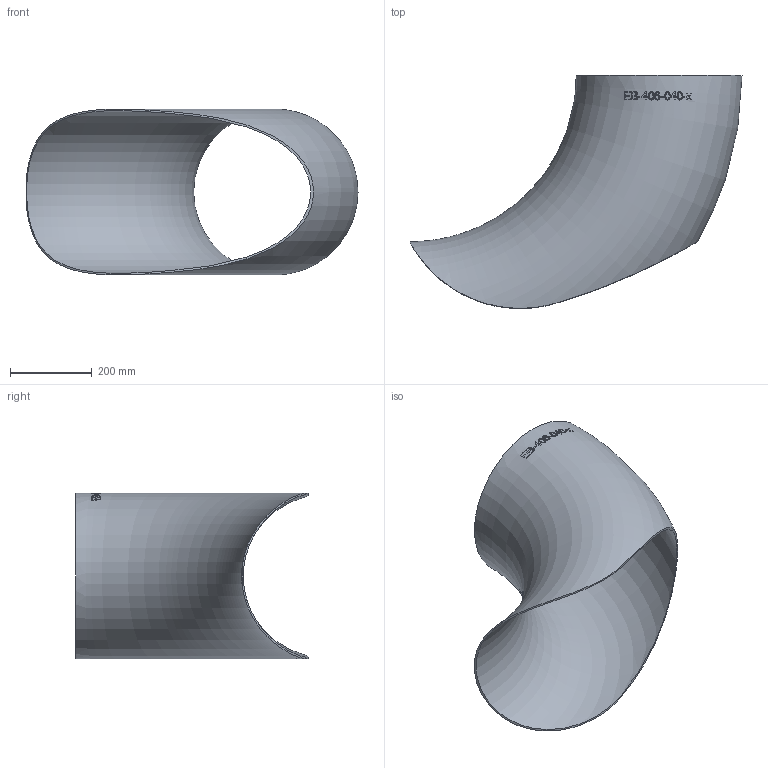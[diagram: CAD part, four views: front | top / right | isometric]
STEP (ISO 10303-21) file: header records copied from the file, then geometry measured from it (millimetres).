
FILE_DESCRIPTION (( 'STEP AP214' ), '1' );
FILE_NAME ('EB-406-040-x Einschweissbogen 2210.STEP', '2022-10-13T10:43:07', ( '' ), ( '' ), 'SwSTEP 2.0', 'SolidWorks 2019', '' );
FILE_SCHEMA (( 'AUTOMOTIVE_DESIGN' ));
Length unit declared in the file: millimetre
Products named in the file (1): EB-406-040-x Einschweissbogen 2210
Bounding box: 813.2 x 570.43 x 406.4 mm (x, y, z)
Volume: 3093103.4 mm3; surface area: 1566688.5 mm2
Topology: 1 solids, 1 shells, 158 faces, 417 edges, 280 vertices
Faces by surface type: bspline 133, torus 22, plane 2, cylinder 1
Entity records: 30324 total; most frequent: CARTESIAN_POINT 26001, ORIENTED_EDGE 826, EDGE_CURVE 413, B_SPLINE_CURVE_WITH_KNOTS 407, VERTEX_POINT 278, EDGE_LOOP 181, FACE_OUTER_BOUND 160, ADVANCED_FACE 158
